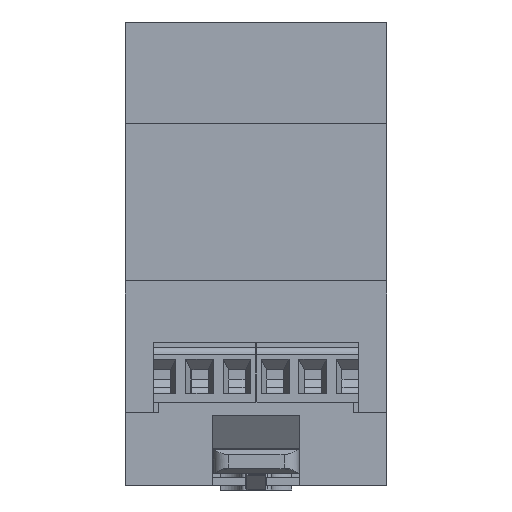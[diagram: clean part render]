
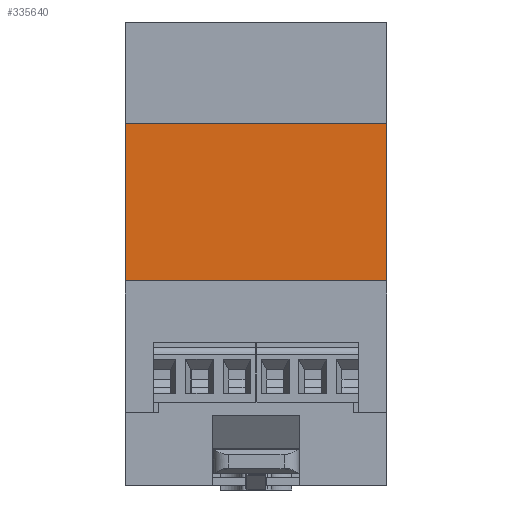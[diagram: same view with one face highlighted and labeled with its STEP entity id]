
A CAD part, left-side view. The second image highlights one B-rep face of the part: STEP entity #335640.
In plain terms, the highlighted planar face has unit normal (-1, 0, 0).
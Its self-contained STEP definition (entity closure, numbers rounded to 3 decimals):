
#15772 = AXIS2_PLACEMENT_3D ( 'NONE', #233951, #176978, #339135 ) ;
#16358 = EDGE_CURVE ( 'NONE', #225772, #122362, #159576, .T. ) ;
#24632 = LINE ( 'NONE', #241955, #326095 ) ;
#25381 = LINE ( 'NONE', #214189, #220292 ) ;
#30829 = ORIENTED_EDGE ( 'NONE', *, *, #56038, .T. ) ;
#32441 = LINE ( 'NONE', #142906, #208421 ) ;
#56018 = ORIENTED_EDGE ( 'NONE', *, *, #77512, .F. ) ;
#56038 = EDGE_CURVE ( 'NONE', #122362, #344483, #24632, .T. ) ;
#56857 = EDGE_LOOP ( 'NONE', ( #30829, #56018, #270160, #183542 ) ) ;
#77512 = EDGE_CURVE ( 'NONE', #213497, #344483, #32441, .T. ) ;
#94600 = DIRECTION ( 'NONE',  ( 0., 0., 1. ) ) ;
#99441 = CARTESIAN_POINT ( 'NONE',  ( -30.7, -17.5, 38.6 ) ) ;
#100341 = CARTESIAN_POINT ( 'NONE',  ( -30.7, 17.5, 38.6 ) ) ;
#107180 = EDGE_CURVE ( 'NONE', #225772, #213497, #25381, .T. ) ;
#111738 = VECTOR ( 'NONE', #319998, 1000. ) ;
#122362 = VERTEX_POINT ( 'NONE', #99441 ) ;
#142906 = CARTESIAN_POINT ( 'NONE',  ( -30.7, 17.5, 17.6 ) ) ;
#148520 = FACE_OUTER_BOUND ( 'NONE', #56857, .T. ) ;
#159576 = LINE ( 'NONE', #213032, #111738 ) ;
#176978 = DIRECTION ( 'NONE',  ( -1., 0., 0. ) ) ;
#183542 = ORIENTED_EDGE ( 'NONE', *, *, #16358, .T. ) ;
#208421 = VECTOR ( 'NONE', #94600, 1000. ) ;
#213032 = CARTESIAN_POINT ( 'NONE',  ( -30.7, -17.5, 17.6 ) ) ;
#213497 = VERTEX_POINT ( 'NONE', #307734 ) ;
#214189 = CARTESIAN_POINT ( 'NONE',  ( -30.7, -17.5, 17.6 ) ) ;
#220292 = VECTOR ( 'NONE', #299735, 1000. ) ;
#225772 = VERTEX_POINT ( 'NONE', #307182 ) ;
#233951 = CARTESIAN_POINT ( 'NONE',  ( -30.7, -17.5, 17.6 ) ) ;
#241955 = CARTESIAN_POINT ( 'NONE',  ( -30.7, -17.5, 38.6 ) ) ;
#267000 = DIRECTION ( 'NONE',  ( 0., 1., 0. ) ) ;
#270160 = ORIENTED_EDGE ( 'NONE', *, *, #107180, .F. ) ;
#299735 = DIRECTION ( 'NONE',  ( 0., 1., 0. ) ) ;
#307182 = CARTESIAN_POINT ( 'NONE',  ( -30.7, -17.5, 17.6 ) ) ;
#307734 = CARTESIAN_POINT ( 'NONE',  ( -30.7, 17.5, 17.6 ) ) ;
#319998 = DIRECTION ( 'NONE',  ( 0., 0., 1. ) ) ;
#326095 = VECTOR ( 'NONE', #267000, 1000. ) ;
#335640 = ADVANCED_FACE ( 'NONE', ( #148520 ), #344396, .T. ) ;
#339135 = DIRECTION ( 'NONE',  ( 0., 1., 0. ) ) ;
#344396 = PLANE ( 'NONE',  #15772 ) ;
#344483 = VERTEX_POINT ( 'NONE', #100341 ) ;
